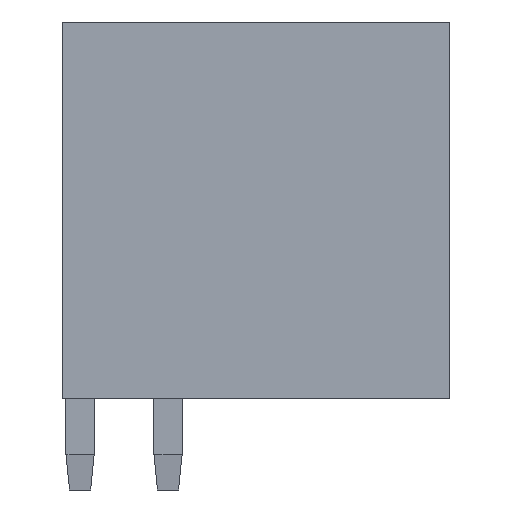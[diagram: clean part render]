
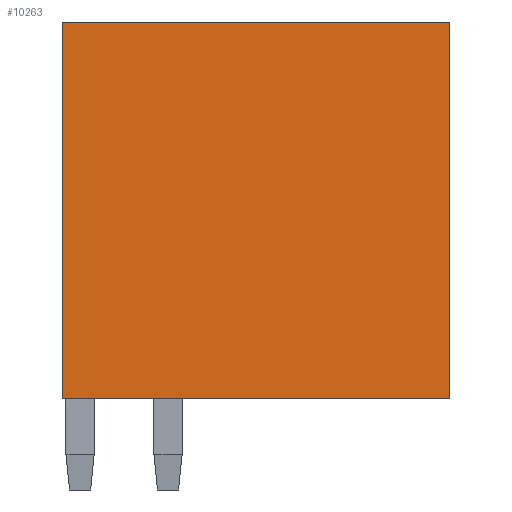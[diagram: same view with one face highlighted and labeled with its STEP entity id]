
A CAD part, left-side view. The second image highlights one B-rep face of the part: STEP entity #10263.
In plain terms, the highlighted planar face has unit normal (-1, 0, 0).
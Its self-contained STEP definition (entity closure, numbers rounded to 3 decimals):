
#233 = CARTESIAN_POINT ( 'NONE',  ( -2.15, 0., 0. ) ) ;
#319 = LINE ( 'NONE', #10375, #7254 ) ;
#341 = FACE_OUTER_BOUND ( 'NONE', #9999, .T. ) ;
#460 = EDGE_CURVE ( 'NONE', #10535, #7111, #319, .T. ) ;
#970 = AXIS2_PLACEMENT_3D ( 'NONE', #233, #6828, #10135 ) ;
#1563 = DIRECTION ( 'NONE',  ( 0., -1., 0. ) ) ;
#1952 = ORIENTED_EDGE ( 'NONE', *, *, #460, .T. ) ;
#2735 = CARTESIAN_POINT ( 'NONE',  ( -2.15, 0., 10.7 ) ) ;
#2738 = CARTESIAN_POINT ( 'NONE',  ( -2.15, 0., 0. ) ) ;
#2759 = CARTESIAN_POINT ( 'NONE',  ( -2.15, 11., 10.7 ) ) ;
#2934 = CARTESIAN_POINT ( 'NONE',  ( -2.15, 11., 0. ) ) ;
#3110 = VECTOR ( 'NONE', #4680, 1000. ) ;
#3851 = EDGE_CURVE ( 'NONE', #7111, #7459, #8751, .T. ) ;
#4006 = ORIENTED_EDGE ( 'NONE', *, *, #3851, .T. ) ;
#4680 = DIRECTION ( 'NONE',  ( 0., 1., 0. ) ) ;
#5045 = DIRECTION ( 'NONE',  ( 0., 0., -1. ) ) ;
#5143 = PLANE ( 'NONE',  #970 ) ;
#5149 = LINE ( 'NONE', #2759, #6748 ) ;
#5248 = VECTOR ( 'NONE', #1563, 1000. ) ;
#5320 = EDGE_CURVE ( 'NONE', #9604, #10535, #5683, .T. ) ;
#5465 = ORIENTED_EDGE ( 'NONE', *, *, #5320, .T. ) ;
#5683 = LINE ( 'NONE', #8993, #5248 ) ;
#6748 = VECTOR ( 'NONE', #5045, 1000. ) ;
#6828 = DIRECTION ( 'NONE',  ( -1., 0., 0. ) ) ;
#7111 = VERTEX_POINT ( 'NONE', #2735 ) ;
#7254 = VECTOR ( 'NONE', #8540, 1000. ) ;
#7459 = VERTEX_POINT ( 'NONE', #9559 ) ;
#8540 = DIRECTION ( 'NONE',  ( 0., 0., 1. ) ) ;
#8751 = LINE ( 'NONE', #10440, #3110 ) ;
#8910 = EDGE_CURVE ( 'NONE', #7459, #9604, #5149, .T. ) ;
#8993 = CARTESIAN_POINT ( 'NONE',  ( -2.15, 11., 0. ) ) ;
#9229 = ORIENTED_EDGE ( 'NONE', *, *, #8910, .T. ) ;
#9559 = CARTESIAN_POINT ( 'NONE',  ( -2.15, 11., 10.7 ) ) ;
#9604 = VERTEX_POINT ( 'NONE', #2934 ) ;
#9999 = EDGE_LOOP ( 'NONE', ( #9229, #5465, #1952, #4006 ) ) ;
#10135 = DIRECTION ( 'NONE',  ( 0., 0., 1. ) ) ;
#10263 = ADVANCED_FACE ( 'NONE', ( #341 ), #5143, .T. ) ;
#10375 = CARTESIAN_POINT ( 'NONE',  ( -2.15, 0., 0. ) ) ;
#10440 = CARTESIAN_POINT ( 'NONE',  ( -2.15, 0., 10.7 ) ) ;
#10535 = VERTEX_POINT ( 'NONE', #2738 ) ;
